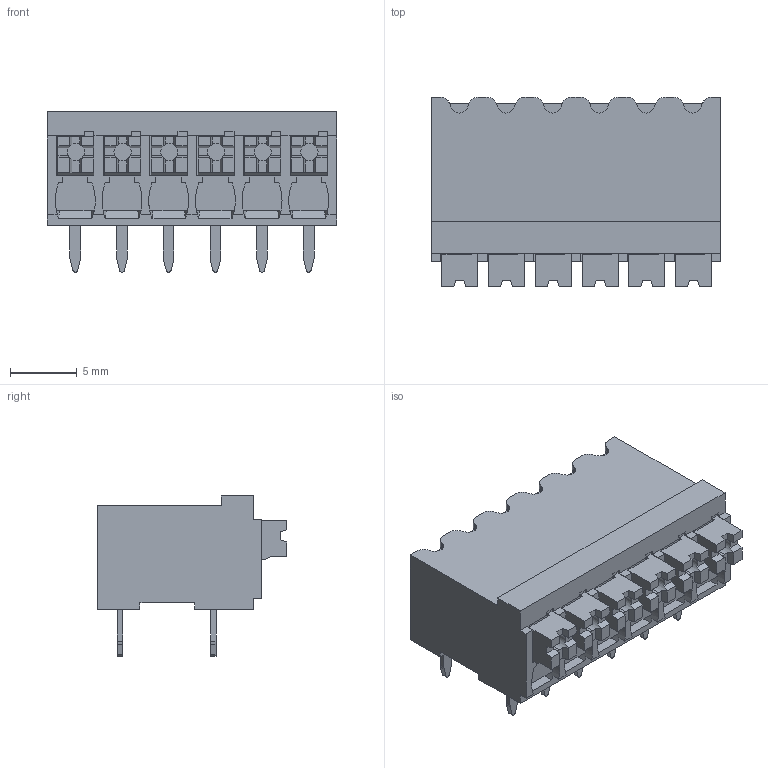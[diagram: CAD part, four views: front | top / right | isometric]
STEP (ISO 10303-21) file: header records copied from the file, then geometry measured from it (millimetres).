
FILE_DESCRIPTION(('FreeCAD Model'),'2;1');
FILE_NAME('Open CASCADE Shape Model','2023-06-28T11:19:39',( 'kicad StepUp'),('ksu MCAD'),'Open CASCADE STEP processor 7.6', 'FreeCAD','Unknown');
FILE_SCHEMA(('AUTOMOTIVE_DESIGN { 1 0 10303 214 1 1 1 1 }'));
Length unit declared in the file: millimetre
Products named in the file (1): TBLH10_350_06
Bounding box: 21.7 x 14.2 x 12 mm (x, y, z)
Volume: 1927.2 mm3; surface area: 1701 mm2
Topology: 13 solids, 13 shells, 628 faces, 1788 edges, 1180 vertices
Faces by surface type: plane 514, cylinder 102, bspline 12
Entity records: 20753 total; most frequent: CARTESIAN_POINT 4326, ORIENTED_EDGE 3576, DIRECTION 3147, EDGE_CURVE 1788, LINE 1385, VECTOR 1385, VERTEX_POINT 1180, AXIS2_PLACEMENT_3D 881
